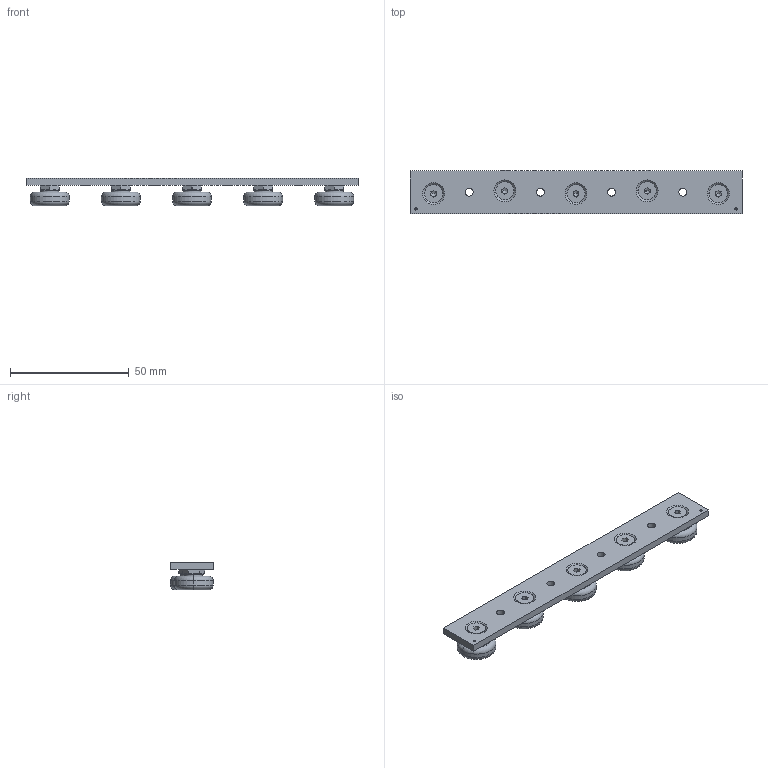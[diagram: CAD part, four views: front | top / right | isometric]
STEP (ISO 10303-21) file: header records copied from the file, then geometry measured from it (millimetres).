
FILE_DESCRIPTION (( 'STEP AP214' ), '1' );
FILE_NAME ('RLE-22-5-2RS neu.STEP', '2020-04-20T05:24:29', ( '' ), ( '' ), 'SwSTEP 2.0', 'SolidWorks 2019', '' );
FILE_SCHEMA (( 'AUTOMOTIVE_DESIGN' ));
Length unit declared in the file: millimetre
Products named in the file (1): RLE-22-5-2RS neu
Bounding box: 140 x 18.2 x 11.66 mm (x, y, z)
Volume: 12111.8 mm3; surface area: 15560.4 mm2
Topology: 41 solids, 41 shells, 915 faces, 2087 edges, 1271 vertices
Faces by surface type: plane 303, cylinder 262, cone 170, torus 150, sphere 30
Entity records: 36691 total; most frequent: CARTESIAN_POINT 5664, DIRECTION 4527, ORIENTED_EDGE 4044, EDGE_CURVE 2022, AXIS2_PLACEMENT_3D 1899, VERTEX_POINT 1256, EDGE_LOOP 1040, CIRCLE 983
